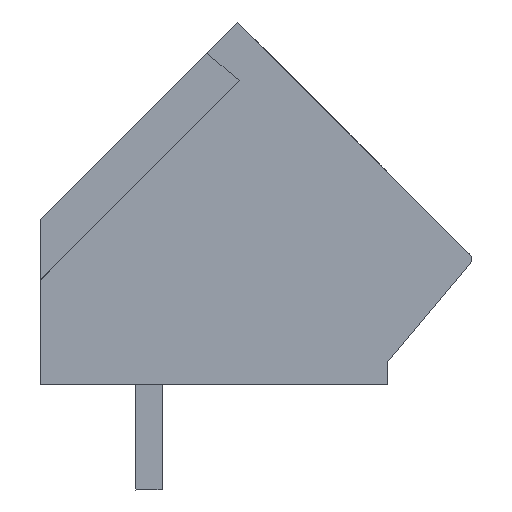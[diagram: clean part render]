
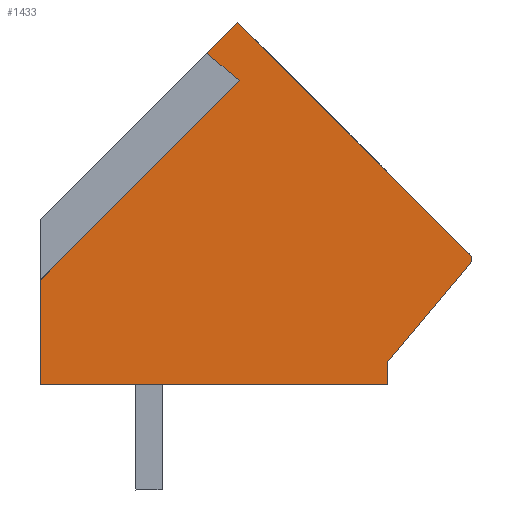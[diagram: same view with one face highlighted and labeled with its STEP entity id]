
A CAD part, left-side view. The second image highlights one B-rep face of the part: STEP entity #1433.
In plain terms, the highlighted planar face has unit normal (-1, 0, 0).
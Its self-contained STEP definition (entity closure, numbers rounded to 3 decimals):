
#1389=AXIS2_PLACEMENT_3D('Plane Axis2P3D',#1386,#1387,#1388) ;
#1419=AXIS2_PLACEMENT_3D('Circle Axis2P3D',#1417,#1418,$) ;
#172=CARTESIAN_POINT('Vertex',(0.,8.05,13.259)) ;
#175=CARTESIAN_POINT('Line Origine',(0.,7.58,13.73)) ;
#179=CARTESIAN_POINT('Vertex',(0.,7.11,14.2)) ;
#293=CARTESIAN_POINT('Line Origine',(0.,7.823,3.2)) ;
#297=CARTESIAN_POINT('Vertex',(0.,13.1,3.2)) ;
#299=CARTESIAN_POINT('Vertex',(0.,2.546,3.2)) ;
#1184=CARTESIAN_POINT('Vertex',(0.,13.1,6.371)) ;
#1187=CARTESIAN_POINT('Line Origine',(0.,10.075,9.396)) ;
#1191=CARTESIAN_POINT('Vertex',(0.,7.051,12.421)) ;
#1218=CARTESIAN_POINT('Line Origine',(0.,7.551,12.84)) ;
#1386=CARTESIAN_POINT('Axis2P3D Location',(0.,13.1,0.)) ;
#1391=CARTESIAN_POINT('Line Origine',(0.,3.584,10.674)) ;
#1395=CARTESIAN_POINT('Vertex',(0.,0.059,7.149)) ;
#1398=CARTESIAN_POINT('Line Origine',(0.,13.1,4.786)) ;
#1403=CARTESIAN_POINT('Line Origine',(0.,2.546,3.55)) ;
#1407=CARTESIAN_POINT('Vertex',(0.,2.546,3.9)) ;
#1410=CARTESIAN_POINT('Line Origine',(0.,1.297,5.389)) ;
#1414=CARTESIAN_POINT('Vertex',(0.,0.047,6.879)) ;
#1417=CARTESIAN_POINT('Axis2P3D Location',(0.,0.2,7.007)) ;
#176=DIRECTION('Vector Direction',(0.,0.707,-0.707)) ;
#294=DIRECTION('Vector Direction',(0.,-1.,0.)) ;
#1188=DIRECTION('Vector Direction',(0.,0.707,-0.707)) ;
#1219=DIRECTION('Vector Direction',(0.,-0.766,-0.643)) ;
#1387=DIRECTION('Axis2P3D Direction',(-1.,0.,0.)) ;
#1388=DIRECTION('Axis2P3D XDirection',(0.,-1.,0.)) ;
#1392=DIRECTION('Vector Direction',(0.,0.707,0.707)) ;
#1399=DIRECTION('Vector Direction',(0.,0.,-1.)) ;
#1404=DIRECTION('Vector Direction',(0.,0.,1.)) ;
#1411=DIRECTION('Vector Direction',(0.,-0.643,0.766)) ;
#1418=DIRECTION('Axis2P3D Direction',(-1.,0.,0.)) ;
#177=VECTOR('Line Direction',#176,1.) ;
#295=VECTOR('Line Direction',#294,1.) ;
#1189=VECTOR('Line Direction',#1188,1.) ;
#1220=VECTOR('Line Direction',#1219,1.) ;
#1393=VECTOR('Line Direction',#1392,1.) ;
#1400=VECTOR('Line Direction',#1399,1.) ;
#1405=VECTOR('Line Direction',#1404,1.) ;
#1412=VECTOR('Line Direction',#1411,1.) ;
#1423=ORIENTED_EDGE('',*,*,#1397,.T.) ;
#1424=ORIENTED_EDGE('',*,*,#181,.T.) ;
#1425=ORIENTED_EDGE('',*,*,#1222,.T.) ;
#1426=ORIENTED_EDGE('',*,*,#1193,.T.) ;
#1427=ORIENTED_EDGE('',*,*,#1402,.T.) ;
#1428=ORIENTED_EDGE('',*,*,#301,.T.) ;
#1429=ORIENTED_EDGE('',*,*,#1409,.T.) ;
#1430=ORIENTED_EDGE('',*,*,#1416,.T.) ;
#1431=ORIENTED_EDGE('',*,*,#1421,.F.) ;
#1433=ADVANCED_FACE('HOUSING',(#1432),#1390,.T.) ;
#1420=CIRCLE('generated circle',#1419,0.2) ;
#181=EDGE_CURVE('',#180,#173,#178,.T.) ;
#301=EDGE_CURVE('',#298,#300,#296,.T.) ;
#1193=EDGE_CURVE('',#1192,#1185,#1190,.T.) ;
#1222=EDGE_CURVE('',#173,#1192,#1221,.T.) ;
#1397=EDGE_CURVE('',#1396,#180,#1394,.T.) ;
#1402=EDGE_CURVE('',#1185,#298,#1401,.T.) ;
#1409=EDGE_CURVE('',#300,#1408,#1406,.T.) ;
#1416=EDGE_CURVE('',#1408,#1415,#1413,.T.) ;
#1421=EDGE_CURVE('',#1396,#1415,#1420,.F.) ;
#1422=EDGE_LOOP('',(#1423,#1424,#1425,#1426,#1427,#1428,#1429,#1430,#1431)) ;
#1432=FACE_OUTER_BOUND('',#1422,.T.) ;
#178=LINE('Line',#175,#177) ;
#296=LINE('Line',#293,#295) ;
#1190=LINE('Line',#1187,#1189) ;
#1221=LINE('Line',#1218,#1220) ;
#1394=LINE('Line',#1391,#1393) ;
#1401=LINE('Line',#1398,#1400) ;
#1406=LINE('Line',#1403,#1405) ;
#1413=LINE('Line',#1410,#1412) ;
#1390=PLANE('',#1389) ;
#173=VERTEX_POINT('',#172) ;
#180=VERTEX_POINT('',#179) ;
#298=VERTEX_POINT('',#297) ;
#300=VERTEX_POINT('',#299) ;
#1185=VERTEX_POINT('',#1184) ;
#1192=VERTEX_POINT('',#1191) ;
#1396=VERTEX_POINT('',#1395) ;
#1408=VERTEX_POINT('',#1407) ;
#1415=VERTEX_POINT('',#1414) ;
